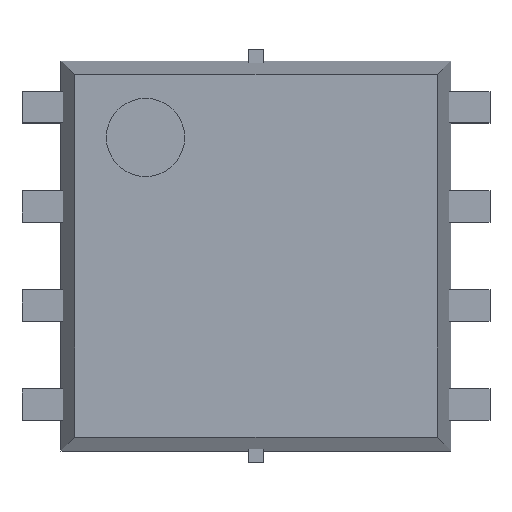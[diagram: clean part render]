
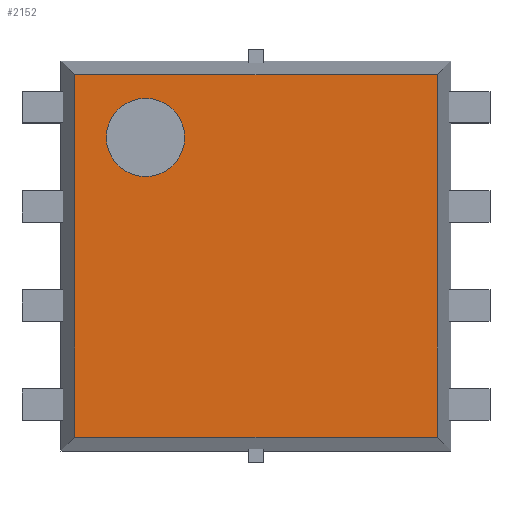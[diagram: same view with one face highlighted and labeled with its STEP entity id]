
A CAD part, top view. The second image highlights one B-rep face of the part: STEP entity #2152.
In plain terms, the highlighted planar face has unit normal (0, 0, 1).
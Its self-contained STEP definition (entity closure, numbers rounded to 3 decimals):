
#13=FACE_BOUND('',#212,.T.);
#15=CIRCLE('',#2277,0.502);
#97=FACE_OUTER_BOUND('',#211,.T.);
#211=EDGE_LOOP('',(#1759,#1760,#1761,#1762));
#212=EDGE_LOOP('',(#1763));
#453=LINE('',#3279,#754);
#464=LINE('',#3298,#765);
#474=LINE('',#3316,#775);
#488=LINE('',#3340,#789);
#754=VECTOR('',#2664,1000.);
#765=VECTOR('',#2677,1000.);
#775=VECTOR('',#2689,1000.);
#789=VECTOR('',#2705,1000.);
#957=VERTEX_POINT('',#3170);
#1006=VERTEX_POINT('',#3276);
#1007=VERTEX_POINT('',#3278);
#1014=VERTEX_POINT('',#3296);
#1021=VERTEX_POINT('',#3314);
#1208=EDGE_CURVE('',#957,#957,#15,.T.);
#1259=EDGE_CURVE('',#1007,#1006,#453,.T.);
#1270=EDGE_CURVE('',#1006,#1014,#464,.T.);
#1280=EDGE_CURVE('',#1014,#1021,#474,.T.);
#1294=EDGE_CURVE('',#1021,#1007,#488,.T.);
#1759=ORIENTED_EDGE('',*,*,#1259,.T.);
#1760=ORIENTED_EDGE('',*,*,#1270,.T.);
#1761=ORIENTED_EDGE('',*,*,#1280,.T.);
#1762=ORIENTED_EDGE('',*,*,#1294,.T.);
#1763=ORIENTED_EDGE('',*,*,#1208,.F.);
#2038=PLANE('',#2287);
#2152=ADVANCED_FACE('',(#97,#13),#2038,.T.);
#2277=AXIS2_PLACEMENT_3D('',#3172,#2600,#2601);
#2287=AXIS2_PLACEMENT_3D('',#3341,#2706,#2707);
#2600=DIRECTION('center_axis',(0.,0.,
1.));
#2601=DIRECTION('ref_axis',(-1.,0.,0.));
#2664=DIRECTION('',(-1.,0.,0.));
#2677=DIRECTION('',(0.,-1.,0.));
#2689=DIRECTION('',(1.,0.,0.));
#2705=DIRECTION('',(0.,1.,0.));
#2706=DIRECTION('center_axis',(0.,0.,
1.));
#2707=DIRECTION('ref_axis',(-1.,0.,0.));
#3170=CARTESIAN_POINT('',(-0.915,1.519,1.));
#3172=CARTESIAN_POINT('Origin',(-1.416,1.519,1.));
#3276=CARTESIAN_POINT('',(-2.324,2.324,1.));
#3278=CARTESIAN_POINT('',(2.324,2.324,1.));
#3279=CARTESIAN_POINT('',(-2.5,2.324,1.));
#3296=CARTESIAN_POINT('',(-2.324,-2.324,1.));
#3298=CARTESIAN_POINT('',(-2.324,-2.5,1.));
#3314=CARTESIAN_POINT('',(2.324,-2.324,1.));
#3316=CARTESIAN_POINT('',(-2.5,-2.324,1.));
#3340=CARTESIAN_POINT('',(2.324,-2.5,1.));
#3341=CARTESIAN_POINT('Origin',(0.,0.,
1.));
